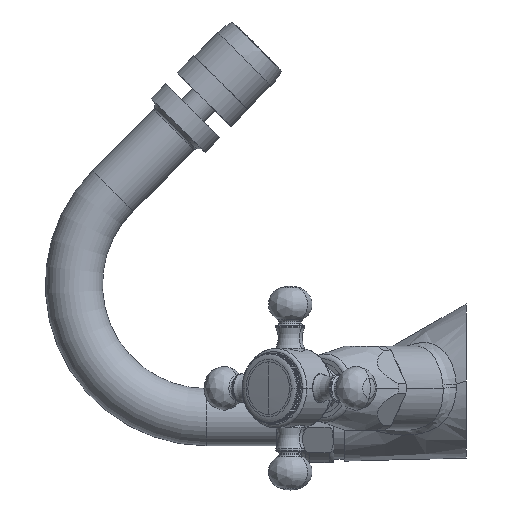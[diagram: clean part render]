
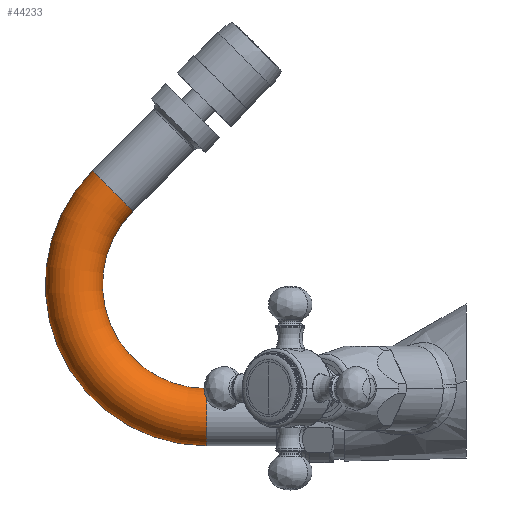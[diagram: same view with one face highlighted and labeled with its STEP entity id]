
A CAD part, left-side view. The second image highlights one B-rep face of the part: STEP entity #44233.
In plain terms, the highlighted toroidal (fillet/blend) face has major radius 41.719 mm and minor radius 9 mm.
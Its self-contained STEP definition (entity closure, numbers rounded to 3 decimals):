
#13818=CARTESIAN_POINT('',(0.,81.781,-11.4));
#13819=DIRECTION('',(0.,-1.,0.));
#13820=DIRECTION('',(0.,0.,1.));
#13821=AXIS2_PLACEMENT_3D('',#13818,#13819,#13820);
#13846=CARTESIAN_POINT('',(0.,81.781,30.319));
#13847=DIRECTION('',(-1.,0.,0.));
#13848=DIRECTION('',(0.,0.707,0.707));
#13849=AXIS2_PLACEMENT_3D('',#13846,#13847,#13848);
#13879=CARTESIAN_POINT('',(0.,111.281,59.819));
#13880=DIRECTION('',(0.,0.707,-0.707));
#13881=DIRECTION('',(0.,-0.707,-0.707));
#13882=AXIS2_PLACEMENT_3D('',#13879,#13880,#13881);
#13884=CARTESIAN_POINT('',(0.,81.781,30.319));
#13885=DIRECTION('',(-1.,0.,0.));
#13886=DIRECTION('',(0.,0.707,0.707));
#13887=AXIS2_PLACEMENT_3D('',#13884,#13885,#13886);
#20458=CARTESIAN_POINT('',(0.,104.917,53.455));
#20459=CARTESIAN_POINT('',(0.,117.645,66.183));
#20460=VERTEX_POINT('',#20458);
#20461=VERTEX_POINT('',#20459);
#20462=CARTESIAN_POINT('',(0.,81.781,-2.4));
#20463=CARTESIAN_POINT('',(0.,81.781,-20.4));
#20464=VERTEX_POINT('',#20462);
#20465=VERTEX_POINT('',#20463);
#44222=CARTESIAN_POINT('',(0.,81.781,30.319));
#44223=DIRECTION('',(-1.,0.,0.));
#44224=DIRECTION('',(0.,-0.707,-0.707));
#44225=AXIS2_PLACEMENT_3D('',#44222,#44223,#44224);
#44226=TOROIDAL_SURFACE('',#44225,41.719,9.);
#44227=ORIENTED_EDGE('',*,*,#44209,.F.);
#44228=ORIENTED_EDGE('',*,*,#44125,.T.);
#44229=ORIENTED_EDGE('',*,*,#44081,.T.);
#44230=ORIENTED_EDGE('',*,*,#44122,.F.);
#44231=EDGE_LOOP('',(#44227,#44228,#44229,#44230));
#44232=FACE_OUTER_BOUND('',#44231,.F.);
#44233=ADVANCED_FACE('',(#44232),#44226,.T.);
#13822=CIRCLE('',#13821,9.);
#13850=CIRCLE('',#13849,50.719);
#13883=CIRCLE('',#13882,9.);
#13888=CIRCLE('',#13887,32.719);
#44081=EDGE_CURVE('',#20464,#20465,#13822,.T.);
#44122=EDGE_CURVE('',#20461,#20465,#13850,.T.);
#44125=EDGE_CURVE('',#20460,#20464,#13888,.T.);
#44209=EDGE_CURVE('',#20460,#20461,#13883,.T.);
